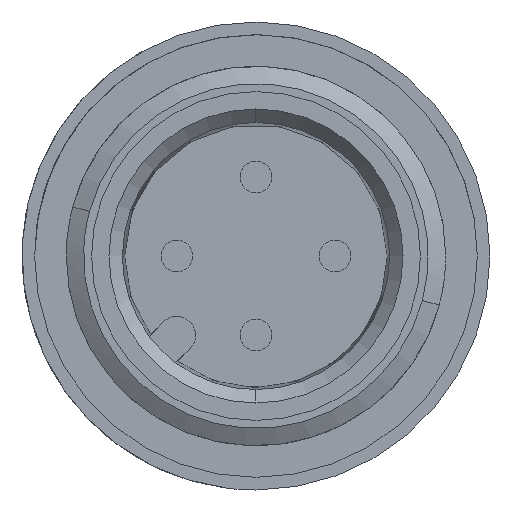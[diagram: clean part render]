
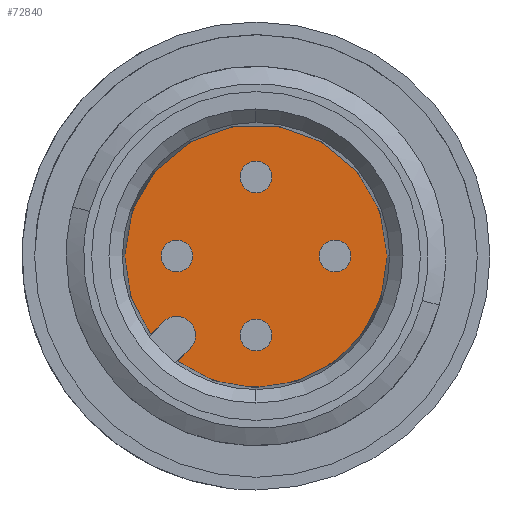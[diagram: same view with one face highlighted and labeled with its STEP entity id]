
A CAD part, left-side view. The second image highlights one B-rep face of the part: STEP entity #72840.
In plain terms, the highlighted face is planar.
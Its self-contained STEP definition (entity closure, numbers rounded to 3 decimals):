
#69890=CARTESIAN_POINT('',(66.511,33.84,221.9));
#69900=DIRECTION('',(1.,0.,
0.));
#69910=VECTOR('',#69900,1.);
#69920=LINE('',#69890,#69910);
#69930=CARTESIAN_POINT('',(24.404,33.839,221.9));
#69940=VERTEX_POINT('',#69930);
#69950=CARTESIAN_POINT('',(24.96,33.839,221.9));
#69960=VERTEX_POINT('',#69950);
#69970=EDGE_CURVE('',#69940,#69960,#69920,.T.);
#70970=CARTESIAN_POINT('',(65.311,32.64,221.9));
#70980=DIRECTION('',(-1.,0.,
0.));
#70990=VECTOR('',#70980,1.);
#71000=LINE('',#70970,#70990);
#71010=CARTESIAN_POINT('',(24.96,32.639,221.9));
#71020=VERTEX_POINT('',#71010);
#71030=CARTESIAN_POINT('',(24.404,32.639,221.9));
#71040=VERTEX_POINT('',#71030);
#71050=EDGE_CURVE('',#71020,#71040,#71000,.T.);
#71510=CARTESIAN_POINT('',(23.788,30.305,221.9));
#71520=VERTEX_POINT('',#71510);
#71550=CARTESIAN_POINT('',(20.854,33.239,221.9));
#71560=DIRECTION('',(0.,0.,1.));
#71570=DIRECTION('',(-0.707,0.707,
0.));
#71580=AXIS2_PLACEMENT_3D('',#71550,#71560,#71570);
#71590=CIRCLE('',#71580,4.15);
#71600=EDGE_CURVE('',#71520,#71020,#71590,.T.);
#71780=CARTESIAN_POINT('',(24.404,33.239,221.9));
#71790=DIRECTION('',(0.,0.,1.));
#71800=DIRECTION('',(-0.707,0.707,
0.));
#71810=AXIS2_PLACEMENT_3D('',#71780,#71790,#71800);
#71820=CIRCLE('',#71810,0.6);
#71830=CARTESIAN_POINT('',(23.98,33.664,221.9));
#71840=VERTEX_POINT('',#71830);
#71850=EDGE_CURVE('',#71840,#71040,#71820,.T.);
#72050=CARTESIAN_POINT('',(19.652,32.037,221.9));
#72060=DIRECTION('',(0.,0.,1.));
#72070=DIRECTION('',(0.707,0.707,
0.));
#72080=AXIS2_PLACEMENT_3D('',#72050,#72060,#72070);
#72090=PLANE('',#72080);
#72100=CARTESIAN_POINT('',(19.086,35.007,221.9));
#72110=DIRECTION('',(0.,0.,1.));
#72120=DIRECTION('',(-0.707,-0.707,0.));
#72130=AXIS2_PLACEMENT_3D('',#72100,#72110,#72120);
#72140=CIRCLE('',#72130,0.5);
#72150=CARTESIAN_POINT('',(18.733,34.653,221.9));
#72160=VERTEX_POINT('',#72150);
#72170=CARTESIAN_POINT('',(19.44,35.36,221.9));
#72180=VERTEX_POINT('',#72170);
#72190=EDGE_CURVE('',#72160,#72180,#72140,.T.);
#72200=ORIENTED_EDGE('',*,*,#72190,.F.);
#72210=EDGE_CURVE('',#72180,#72160,#72140,.T.);
#72220=ORIENTED_EDGE('',*,*,#72210,.F.);
#72230=EDGE_LOOP('',(#72220,#72200));
#72240=FACE_BOUND('',#72230,.T.);
#72250=CARTESIAN_POINT('',(19.086,31.471,221.9));
#72260=DIRECTION('',(0.,0.,1.));
#72270=DIRECTION('',(-0.707,-0.707,0.));
#72280=AXIS2_PLACEMENT_3D('',#72250,#72260,#72270);
#72290=CIRCLE('',#72280,0.5);
#72300=CARTESIAN_POINT('',(18.733,31.118,221.9));
#72310=VERTEX_POINT('',#72300);
#72320=CARTESIAN_POINT('',(19.44,31.825,221.9));
#72330=VERTEX_POINT('',#72320);
#72340=EDGE_CURVE('',#72310,#72330,#72290,.T.);
#72350=ORIENTED_EDGE('',*,*,#72340,.F.);
#72360=EDGE_CURVE('',#72330,#72310,#72290,.T.);
#72370=ORIENTED_EDGE('',*,*,#72360,.F.);
#72380=EDGE_LOOP('',(#72370,#72350));
#72390=FACE_BOUND('',#72380,.T.);
#72400=CARTESIAN_POINT('',(17.919,36.174,221.9));
#72410=VERTEX_POINT('',#72400);
#72420=EDGE_CURVE('',#72410,#71520,#71590,.T.);
#72430=ORIENTED_EDGE('',*,*,#72420,.T.);
#72440=EDGE_CURVE('',#69960,#72410,#71590,.T.);
#72450=ORIENTED_EDGE('',*,*,#72440,.T.);
#72460=ORIENTED_EDGE('',*,*,#69970,.T.);
#72470=EDGE_CURVE('',#69940,#71840,#71820,.T.);
#72480=ORIENTED_EDGE('',*,*,#72470,.F.);
#72490=ORIENTED_EDGE('',*,*,#71850,.F.);
#72500=ORIENTED_EDGE('',*,*,#71050,.T.);
#72510=ORIENTED_EDGE('',*,*,#71600,.T.);
#72520=EDGE_LOOP('',(#72510,#72500,#72490,#72480,#72460,#72450,#72430));
#72530=FACE_OUTER_BOUND('',#72520,.T.);
#72540=CARTESIAN_POINT('',(22.622,35.007,221.9));
#72550=DIRECTION('',(0.,0.,1.));
#72560=DIRECTION('',(-0.707,-0.707,0.));
#72570=AXIS2_PLACEMENT_3D('',#72540,#72550,#72560);
#72580=CIRCLE('',#72570,0.5);
#72590=CARTESIAN_POINT('',(22.268,34.653,221.9));
#72600=VERTEX_POINT('',#72590);
#72610=CARTESIAN_POINT('',(22.975,35.361,221.9));
#72620=VERTEX_POINT('',#72610);
#72630=EDGE_CURVE('',#72600,#72620,#72580,.T.);
#72640=ORIENTED_EDGE('',*,*,#72630,.F.);
#72650=EDGE_CURVE('',#72620,#72600,#72580,.T.);
#72660=ORIENTED_EDGE('',*,*,#72650,.F.);
#72670=EDGE_LOOP('',(#72660,#72640));
#72680=FACE_BOUND('',#72670,.T.);
#72690=CARTESIAN_POINT('',(22.622,31.471,221.9));
#72700=DIRECTION('',(0.,0.,1.));
#72710=DIRECTION('',(-0.707,-0.707,0.));
#72720=AXIS2_PLACEMENT_3D('',#72690,#72700,#72710);
#72730=CIRCLE('',#72720,0.5);
#72740=CARTESIAN_POINT('',(22.268,31.118,221.9));
#72750=VERTEX_POINT('',#72740);
#72760=CARTESIAN_POINT('',(22.975,31.825,221.9));
#72770=VERTEX_POINT('',#72760);
#72780=EDGE_CURVE('',#72750,#72770,#72730,.T.);
#72790=ORIENTED_EDGE('',*,*,#72780,.F.);
#72800=EDGE_CURVE('',#72770,#72750,#72730,.T.);
#72810=ORIENTED_EDGE('',*,*,#72800,.F.);
#72820=EDGE_LOOP('',(#72810,#72790));
#72830=FACE_BOUND('',#72820,.T.);
#72840=ADVANCED_FACE('',(#72240,#72390,#72530,#72680,#72830),#72090,.T.)
;
